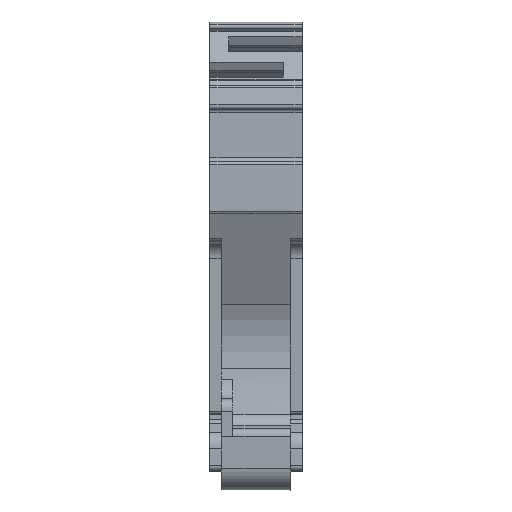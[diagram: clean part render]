
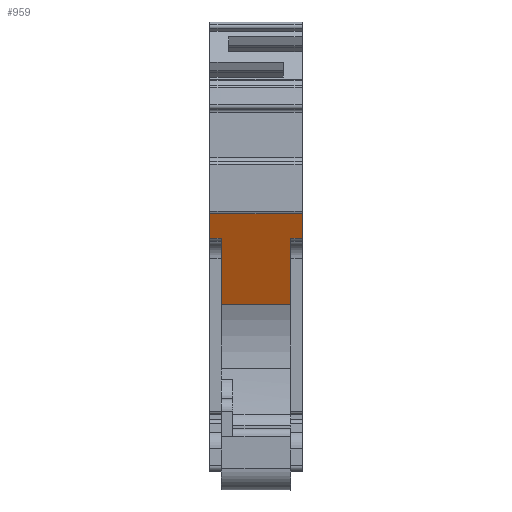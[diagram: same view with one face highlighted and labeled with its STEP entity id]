
A CAD part, front view. The second image highlights one B-rep face of the part: STEP entity #959.
In plain terms, the highlighted planar face has unit normal (0, -0.91, -0.413).
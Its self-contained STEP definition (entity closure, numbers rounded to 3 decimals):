
#907=AXIS2_PLACEMENT_3D('Plane Axis2P3D',#904,#905,#906) ;
#50=CARTESIAN_POINT('Vertex',(1.,4.457,16.02)) ;
#53=CARTESIAN_POINT('Line Origine',(1.,3.168,18.857)) ;
#57=CARTESIAN_POINT('Vertex',(1.,1.88,21.695)) ;
#885=CARTESIAN_POINT('Line Origine',(4.,1.88,21.695)) ;
#889=CARTESIAN_POINT('Vertex',(0.,1.88,21.695)) ;
#904=CARTESIAN_POINT('Axis2P3D Location',(1.,0.919,23.81)) ;
#909=CARTESIAN_POINT('Line Origine',(4.,4.457,16.02)) ;
#913=CARTESIAN_POINT('Vertex',(7.,4.457,16.02)) ;
#916=CARTESIAN_POINT('Line Origine',(7.,3.168,18.857)) ;
#920=CARTESIAN_POINT('Vertex',(7.,1.88,21.695)) ;
#923=CARTESIAN_POINT('Line Origine',(7.5,1.88,21.695)) ;
#927=CARTESIAN_POINT('Vertex',(8.,1.88,21.695)) ;
#930=CARTESIAN_POINT('Line Origine',(8.,1.4,22.752)) ;
#934=CARTESIAN_POINT('Vertex',(8.,0.919,23.81)) ;
#937=CARTESIAN_POINT('Line Origine',(4.,0.919,23.81)) ;
#941=CARTESIAN_POINT('Vertex',(0.,0.919,23.81)) ;
#944=CARTESIAN_POINT('Line Origine',(0.,1.4,22.752)) ;
#54=DIRECTION('Vector Direction',(0.,0.413,-0.911)) ;
#886=DIRECTION('Vector Direction',(-1.,0.,0.)) ;
#905=DIRECTION('Axis2P3D Direction',(0.,0.911,0.413)) ;
#906=DIRECTION('Axis2P3D XDirection',(0.,0.413,-0.911)) ;
#910=DIRECTION('Vector Direction',(-1.,0.,0.)) ;
#917=DIRECTION('Vector Direction',(0.,0.413,-0.911)) ;
#924=DIRECTION('Vector Direction',(1.,0.,0.)) ;
#931=DIRECTION('Vector Direction',(0.,-0.413,0.911)) ;
#938=DIRECTION('Vector Direction',(1.,0.,0.)) ;
#945=DIRECTION('Vector Direction',(0.,-0.413,0.911)) ;
#55=VECTOR('Line Direction',#54,1.) ;
#887=VECTOR('Line Direction',#886,1.) ;
#911=VECTOR('Line Direction',#910,1.) ;
#918=VECTOR('Line Direction',#917,1.) ;
#925=VECTOR('Line Direction',#924,1.) ;
#932=VECTOR('Line Direction',#931,1.) ;
#939=VECTOR('Line Direction',#938,1.) ;
#946=VECTOR('Line Direction',#945,1.) ;
#950=ORIENTED_EDGE('',*,*,#59,.T.) ;
#951=ORIENTED_EDGE('',*,*,#915,.F.) ;
#952=ORIENTED_EDGE('',*,*,#922,.F.) ;
#953=ORIENTED_EDGE('',*,*,#929,.T.) ;
#954=ORIENTED_EDGE('',*,*,#936,.T.) ;
#955=ORIENTED_EDGE('',*,*,#943,.F.) ;
#956=ORIENTED_EDGE('',*,*,#948,.F.) ;
#957=ORIENTED_EDGE('',*,*,#891,.F.) ;
#959=ADVANCED_FACE('KLTR',(#958),#908,.F.) ;
#59=EDGE_CURVE('',#58,#51,#56,.T.) ;
#891=EDGE_CURVE('',#58,#890,#888,.T.) ;
#915=EDGE_CURVE('',#914,#51,#912,.T.) ;
#922=EDGE_CURVE('',#921,#914,#919,.T.) ;
#929=EDGE_CURVE('',#921,#928,#926,.T.) ;
#936=EDGE_CURVE('',#928,#935,#933,.T.) ;
#943=EDGE_CURVE('',#942,#935,#940,.T.) ;
#948=EDGE_CURVE('',#890,#942,#947,.T.) ;
#949=EDGE_LOOP('',(#950,#951,#952,#953,#954,#955,#956,#957)) ;
#958=FACE_OUTER_BOUND('',#949,.T.) ;
#56=LINE('Line',#53,#55) ;
#888=LINE('Line',#885,#887) ;
#912=LINE('Line',#909,#911) ;
#919=LINE('Line',#916,#918) ;
#926=LINE('Line',#923,#925) ;
#933=LINE('Line',#930,#932) ;
#940=LINE('Line',#937,#939) ;
#947=LINE('Line',#944,#946) ;
#908=PLANE('',#907) ;
#51=VERTEX_POINT('',#50) ;
#58=VERTEX_POINT('',#57) ;
#890=VERTEX_POINT('',#889) ;
#914=VERTEX_POINT('',#913) ;
#921=VERTEX_POINT('',#920) ;
#928=VERTEX_POINT('',#927) ;
#935=VERTEX_POINT('',#934) ;
#942=VERTEX_POINT('',#941) ;
